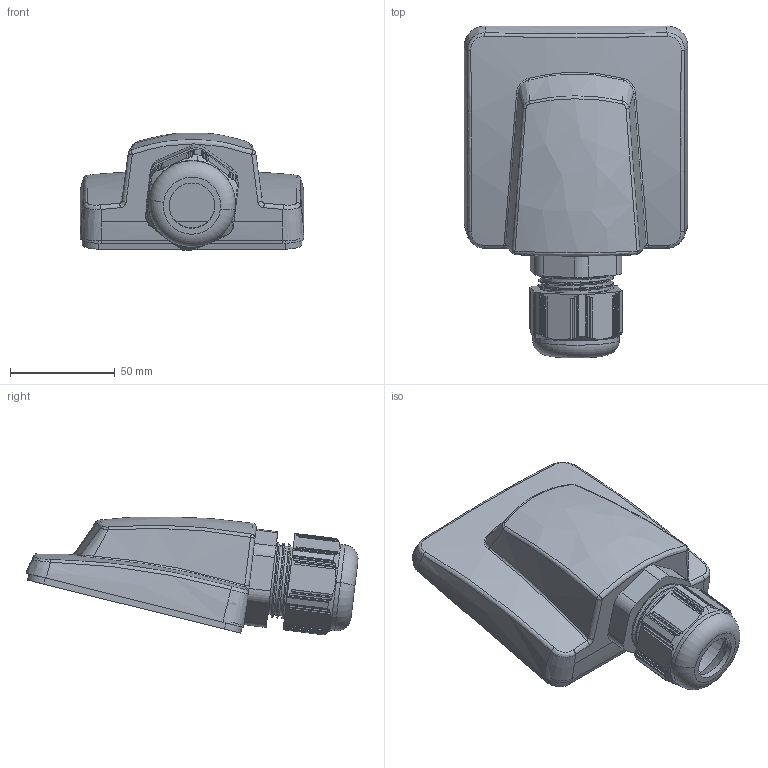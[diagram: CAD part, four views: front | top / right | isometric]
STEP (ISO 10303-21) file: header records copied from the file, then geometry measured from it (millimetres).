
FILE_DESCRIPTION(('CATIA V5 STEP Exchange','CAx-IF Rec.Pracs.--- Model Styling and Organization---1.5--- 2016-08-15','CAx-IF Rec.Pracs.---Supplemental Geometry---1.0---2011-11-01','CAx-IF Rec.Pracs.--- Composite Materials ---1.1---2010-07-15'),'2;1');
FILE_NAME('069850L.stp','2022-09-26T11:33:40+00:00',('none'),('none'),'CATIA Version 5-6 Release 2020 SP3','CATIA V5 STEP AP214 v2','none');
FILE_SCHEMA(('AUTOMOTIVE_DESIGN { 1 0 10303 214 1 1 1 1 }'));
Length unit declared in the file: millimetre
Products named in the file (1): Product1_AllCATPart
Bounding box: 107 x 158.78 x 56.35 mm (x, y, z)
Surface area: 53885.6 mm2 (no closed solid volume)
Topology: 0 solids, 6 shells, 215 faces, 624 edges, 412 vertices
Faces by surface type: cylinder 86, bspline 63, plane 57, cone 4, torus 2, sphere 2, extrusion 1
Entity records: 11204 total; most frequent: CARTESIAN_POINT 6461, ORIENTED_EDGE 1194, EDGE_CURVE 622, DIRECTION 565, VERTEX_POINT 412, B_SPLINE_CURVE_WITH_KNOTS 291, AXIS2_PLACEMENT_3D 239, EDGE_LOOP 220
